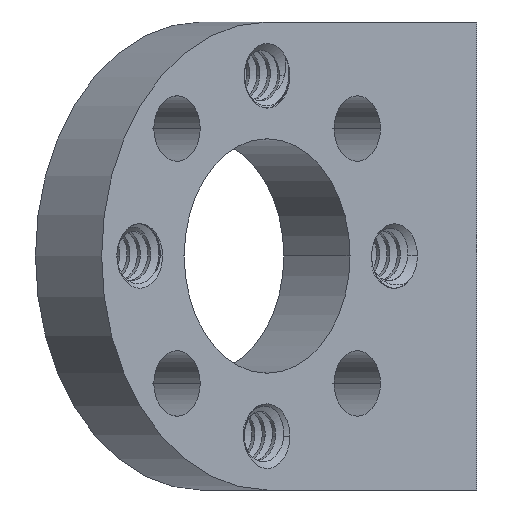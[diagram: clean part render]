
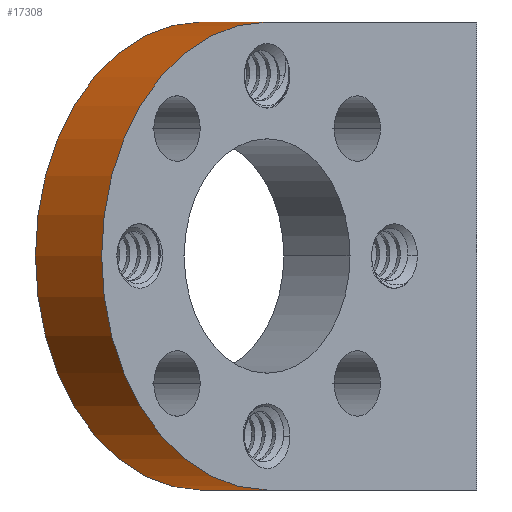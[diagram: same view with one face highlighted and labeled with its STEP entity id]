
A CAD part, left-side view. The second image highlights one B-rep face of the part: STEP entity #17308.
In plain terms, the highlighted cylindrical face has radius 12.7 mm (diameter 25.4 mm), a partial arc.
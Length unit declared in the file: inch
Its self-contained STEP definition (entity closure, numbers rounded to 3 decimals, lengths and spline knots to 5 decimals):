
#496 = CARTESIAN_POINT ( 'NONE',  ( -0.93891, 0.58891, -0.5 ) ) ;
#864 = EDGE_CURVE ( 'NONE', #2547, #14515, #10587, .T. ) ;
#932 = CARTESIAN_POINT ( 'NONE',  ( -0.93891, 0.58891, 0. ) ) ;
#1277 = EDGE_CURVE ( 'NONE', #14515, #13512, #6683, .T. ) ;
#1398 = AXIS2_PLACEMENT_3D ( 'NONE', #5349, #3771, #7310 ) ;
#2240 = EDGE_CURVE ( 'NONE', #16815, #2547, #4375, .T. ) ;
#2547 = VERTEX_POINT ( 'NONE', #6948 ) ;
#2818 = ORIENTED_EDGE ( 'NONE', *, *, #2240, .F. ) ;
#3771 = DIRECTION ( 'NONE',  ( -0.707, -0.707, 0. ) ) ;
#4375 = CIRCLE ( 'NONE', #12026, 0.5 ) ;
#5349 = CARTESIAN_POINT ( 'NONE',  ( -1.08033, 0.44749, 0. ) ) ;
#5742 = LINE ( 'NONE', #17153, #17653 ) ;
#5857 = CARTESIAN_POINT ( 'NONE',  ( -1.08033, 0.44749, 0.5 ) ) ;
#6683 = CIRCLE ( 'NONE', #1398, 0.5 ) ;
#6948 = CARTESIAN_POINT ( 'NONE',  ( -0.93891, 0.58891, 0.5 ) ) ;
#7310 = DIRECTION ( 'NONE',  ( 0.707, -0.707, 0. ) ) ;
#7583 = DIRECTION ( 'NONE',  ( 0.707, 0.707, 0. ) ) ;
#7730 = ORIENTED_EDGE ( 'NONE', *, *, #8559, .F. ) ;
#8559 = EDGE_CURVE ( 'NONE', #13512, #16815, #5742, .T. ) ;
#9160 = DIRECTION ( 'NONE',  ( -0.707, 0.707, 0. ) ) ;
#9419 = CARTESIAN_POINT ( 'NONE',  ( -1.33454, 0.19327, 0.5 ) ) ;
#9577 = FACE_OUTER_BOUND ( 'NONE', #20927, .T. ) ;
#10587 = LINE ( 'NONE', #9419, #12381 ) ;
#11823 = DIRECTION ( 'NONE',  ( 0.707, -0.707, 0. ) ) ;
#11865 = CYLINDRICAL_SURFACE ( 'NONE', #14719, 0.5 ) ;
#12026 = AXIS2_PLACEMENT_3D ( 'NONE', #932, #7583, #9160 ) ;
#12367 = DIRECTION ( 'NONE',  ( 0.707, 0.707, 0. ) ) ;
#12381 = VECTOR ( 'NONE', #16035, 39.37008 ) ;
#13265 = DIRECTION ( 'NONE',  ( -0.707, -0.707, 0. ) ) ;
#13512 = VERTEX_POINT ( 'NONE', #18733 ) ;
#14515 = VERTEX_POINT ( 'NONE', #5857 ) ;
#14719 = AXIS2_PLACEMENT_3D ( 'NONE', #18262, #13265, #11823 ) ;
#14923 = ORIENTED_EDGE ( 'NONE', *, *, #864, .F. ) ;
#16035 = DIRECTION ( 'NONE',  ( -0.707, -0.707, 0. ) ) ;
#16815 = VERTEX_POINT ( 'NONE', #496 ) ;
#17153 = CARTESIAN_POINT ( 'NONE',  ( -1.33454, 0.19327, -0.5 ) ) ;
#17308 = ADVANCED_FACE ( 'NONE', ( #9577 ), #11865, .T. ) ;
#17653 = VECTOR ( 'NONE', #12367, 39.37008 ) ;
#18262 = CARTESIAN_POINT ( 'NONE',  ( -0.93891, 0.58891, 0. ) ) ;
#18370 = ORIENTED_EDGE ( 'NONE', *, *, #1277, .F. ) ;
#18733 = CARTESIAN_POINT ( 'NONE',  ( -1.08033, 0.44749, -0.5 ) ) ;
#20927 = EDGE_LOOP ( 'NONE', ( #14923, #2818, #7730, #18370 ) ) ;
